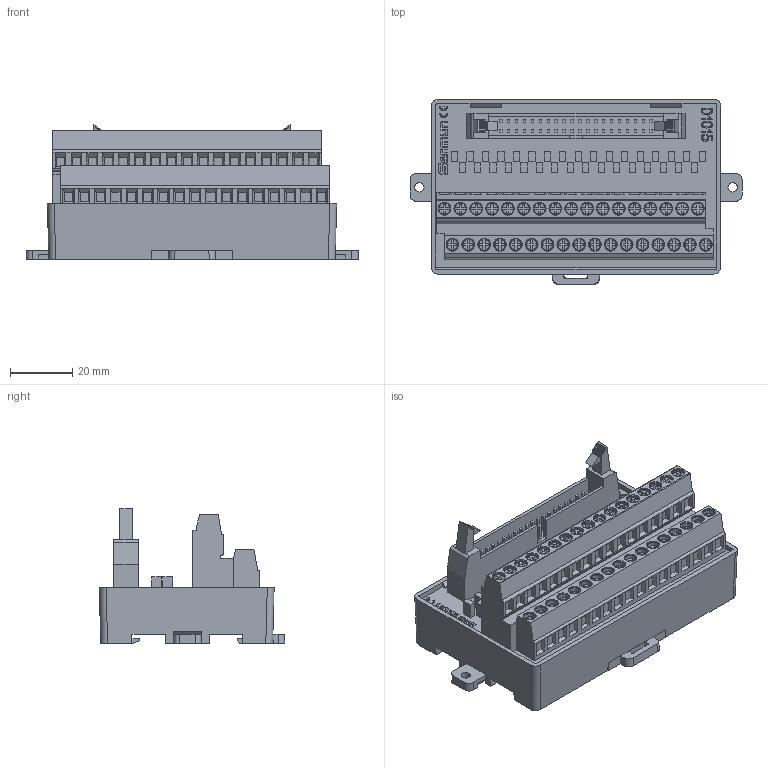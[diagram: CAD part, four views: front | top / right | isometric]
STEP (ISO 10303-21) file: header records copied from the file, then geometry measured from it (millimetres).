
FILE_DESCRIPTION(/* description */ (''),/* implementation_level */ '2;1');
FILE_NAME(/* name */ '1.stp',/* time_stamp */ '2024-08-09T11:10:21+08:00',/* author */ (''),/* organization */ (''),/* preprocessor_version */ 'ST-DEVELOPER v14',/* originating_system */ 'SIEMENS PLM Software NX 8.0',/* authorisation */ '');
FILE_SCHEMA (('AUTOMOTIVE_DESIGN { 1 0 10303 214 3 1 1 1 }'));
Products named in the file (1): Admi019C24E0xcit
Bounding box: 106.5 x 59.51 x 43.25 mm (x, y, z)
Volume: 113571.5 mm3; surface area: 32352.5 mm2
Topology: 3 solids, 3 shells, 1912 faces, 4967 edges, 3264 vertices
Faces by surface type: plane 1507, cylinder 173, torus 126, cone 92, extrusion 12, bspline 2
Full cylindrical faces by diameter (mm): 3 x2, 4.1 x10, 4.13 x10
Entity records: 62148 total; most frequent: CARTESIAN_POINT 14060, ORIENTED_EDGE 9840, DIRECTION 8743, EDGE_CURVE 4920, VECTOR 3803, LINE 3791, VERTEX_POINT 3251, AXIS2_PLACEMENT_3D 2470
